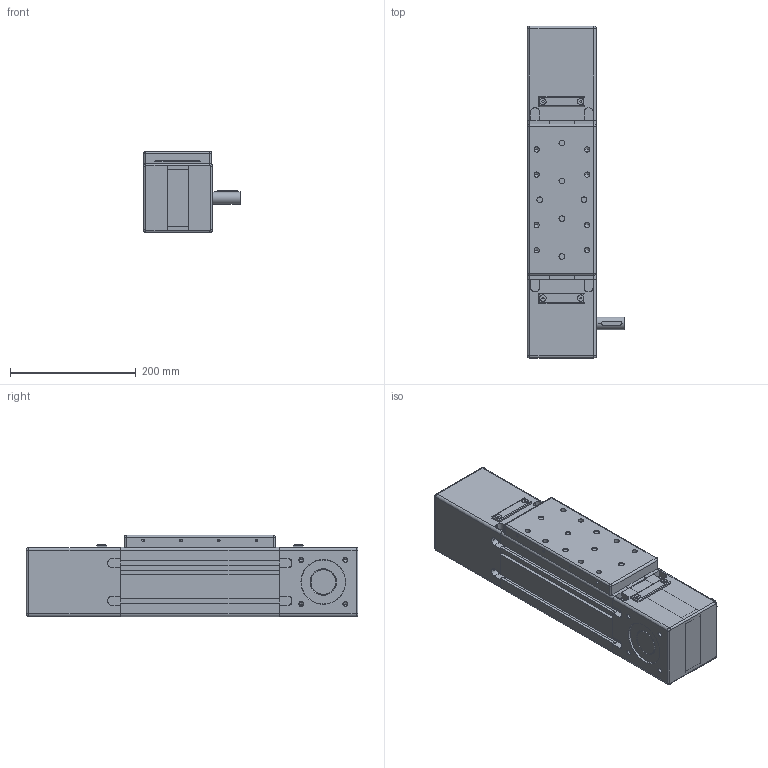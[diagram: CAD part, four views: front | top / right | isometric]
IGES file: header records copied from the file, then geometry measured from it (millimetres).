
Global section: file name: No Iges File Name specified; native system: Autodesk Inventor 2011; preprocessor: AutoDesk Inventor Iges Exporter R2011; author: Matej; date: 20110523.110043; units: millimetre
Bounding box: 155 x 527 x 129 mm (x, y, z)
Volume: 6056063.7 mm3; surface area: 609418.1 mm2
Topology: 4 solids, 20 shells, 1262 faces, 3398 edges, 2068 vertices
Faces by surface type: plane 521, revolution 263, bspline 196, cylinder 186, sphere 48, cone 32, torus 16
